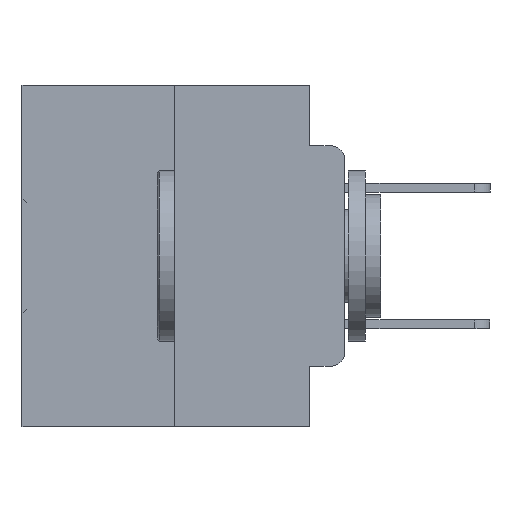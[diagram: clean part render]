
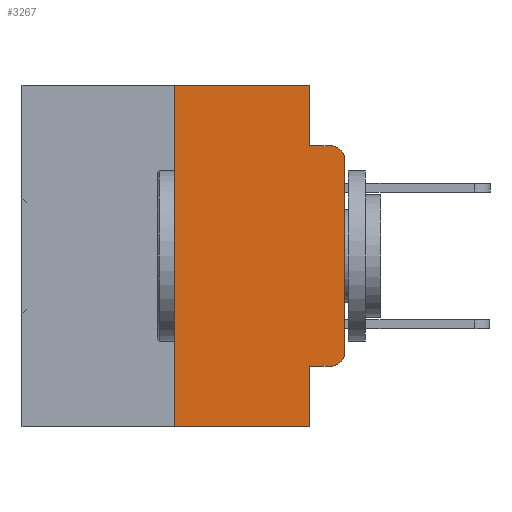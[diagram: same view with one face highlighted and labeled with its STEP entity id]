
A CAD part, left-side view. The second image highlights one B-rep face of the part: STEP entity #3267.
In plain terms, the highlighted planar face has unit normal (-1, 0, 0).
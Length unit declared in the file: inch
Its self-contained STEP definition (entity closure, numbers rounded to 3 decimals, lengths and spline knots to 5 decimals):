
#775 = DIRECTION ( 'NONE',  ( -1., 0., 0. ) ) ;
#1052 = CIRCLE ( 'NONE', #26598, 0.02 ) ;
#2300 = DIRECTION ( 'NONE',  ( 0., -1., 0. ) ) ;
#2475 = VECTOR ( 'NONE', #27380, 39.37008 ) ;
#2726 = CARTESIAN_POINT ( 'NONE',  ( 0., 0.051, 0. ) ) ;
#3244 = VERTEX_POINT ( 'NONE', #2726 ) ;
#3267 = ADVANCED_FACE ( 'NONE', ( #13995 ), #29103, .F. ) ;
#3650 = LINE ( 'NONE', #18485, #16847 ) ;
#3801 = VERTEX_POINT ( 'NONE', #15308 ) ;
#4199 = CARTESIAN_POINT ( 'NONE',  ( 0., 0.25, 0. ) ) ;
#4460 = DIRECTION ( 'NONE',  ( 1., 0., 0. ) ) ;
#4719 = LINE ( 'NONE', #22233, #31916 ) ;
#4851 = LINE ( 'NONE', #26999, #32058 ) ;
#5617 = CARTESIAN_POINT ( 'NONE',  ( 0., 0.473, 0. ) ) ;
#5894 = VECTOR ( 'NONE', #17140, 39.37008 ) ;
#6259 = EDGE_CURVE ( 'NONE', #3244, #22527, #4719, .T. ) ;
#6567 = AXIS2_PLACEMENT_3D ( 'NONE', #5617, #4460, #31174 ) ;
#6810 = ORIENTED_EDGE ( 'NONE', *, *, #24391, .F. ) ;
#6865 = CARTESIAN_POINT ( 'NONE',  ( 0., 0.25, 0. ) ) ;
#6883 = ORIENTED_EDGE ( 'NONE', *, *, #11571, .F. ) ;
#8929 = CARTESIAN_POINT ( 'NONE',  ( 0., 0.051, -0.0885 ) ) ;
#9253 = DIRECTION ( 'NONE',  ( -1., 0., 0. ) ) ;
#9685 = ORIENTED_EDGE ( 'NONE', *, *, #28780, .T. ) ;
#11175 = DIRECTION ( 'NONE',  ( 0., -1., 0. ) ) ;
#11240 = ORIENTED_EDGE ( 'NONE', *, *, #12672, .T. ) ;
#11571 = EDGE_CURVE ( 'NONE', #22527, #28892, #23572, .T. ) ;
#12166 = ORIENTED_EDGE ( 'NONE', *, *, #6259, .F. ) ;
#12366 = LINE ( 'NONE', #18078, #26402 ) ;
#12672 = EDGE_CURVE ( 'NONE', #29319, #26825, #3650, .T. ) ;
#12876 = CARTESIAN_POINT ( 'NONE',  ( 0., 0.473, -0.5 ) ) ;
#12941 = ORIENTED_EDGE ( 'NONE', *, *, #26373, .F. ) ;
#13123 = LINE ( 'NONE', #12876, #26351 ) ;
#13458 = EDGE_LOOP ( 'NONE', ( #11240, #13651, #6883, #12166, #6810, #12941, #19106, #22864, #15014, #9685 ) ) ;
#13651 = ORIENTED_EDGE ( 'NONE', *, *, #20420, .T. ) ;
#13941 = CIRCLE ( 'NONE', #22671, 0.02 ) ;
#13972 = EDGE_CURVE ( 'NONE', #18075, #20085, #4851, .T. ) ;
#13995 = FACE_OUTER_BOUND ( 'NONE', #13458, .T. ) ;
#15014 = ORIENTED_EDGE ( 'NONE', *, *, #13972, .T. ) ;
#15091 = VECTOR ( 'NONE', #25314, 39.37008 ) ;
#15308 = CARTESIAN_POINT ( 'NONE',  ( 0., 0.051, -0.5 ) ) ;
#15518 = DIRECTION ( 'NONE',  ( 0., -1., 0. ) ) ;
#16569 = CARTESIAN_POINT ( 'NONE',  ( 0., 0.02, -0.1085 ) ) ;
#16847 = VECTOR ( 'NONE', #21194, 39.37008 ) ;
#17000 = VERTEX_POINT ( 'NONE', #4199 ) ;
#17140 = DIRECTION ( 'NONE',  ( 0., 0., -1. ) ) ;
#17506 = EDGE_CURVE ( 'NONE', #18075, #3801, #26966, .T. ) ;
#18075 = VERTEX_POINT ( 'NONE', #27281 ) ;
#18078 = CARTESIAN_POINT ( 'NONE',  ( 0., 0.473, 0. ) ) ;
#18485 = CARTESIAN_POINT ( 'NONE',  ( 0., 0., 0. ) ) ;
#19106 = ORIENTED_EDGE ( 'NONE', *, *, #32850, .T. ) ;
#19259 = DIRECTION ( 'NONE',  ( 0., 0., -1. ) ) ;
#20085 = VERTEX_POINT ( 'NONE', #20236 ) ;
#20236 = CARTESIAN_POINT ( 'NONE',  ( 0., 0.02, -0.4115 ) ) ;
#20420 = EDGE_CURVE ( 'NONE', #26825, #28892, #13941, .T. ) ;
#21194 = DIRECTION ( 'NONE',  ( 0., 0., 1. ) ) ;
#22057 = CARTESIAN_POINT ( 'NONE',  ( 0., 0., -0.1085 ) ) ;
#22233 = CARTESIAN_POINT ( 'NONE',  ( 0., 0.051, 0. ) ) ;
#22527 = VERTEX_POINT ( 'NONE', #32914 ) ;
#22671 = AXIS2_PLACEMENT_3D ( 'NONE', #16569, #775, #19259 ) ;
#22757 = VERTEX_POINT ( 'NONE', #29116 ) ;
#22864 = ORIENTED_EDGE ( 'NONE', *, *, #17506, .F. ) ;
#22974 = LINE ( 'NONE', #6865, #15091 ) ;
#23572 = LINE ( 'NONE', #8929, #2475 ) ;
#24391 = EDGE_CURVE ( 'NONE', #17000, #3244, #12366, .T. ) ;
#25056 = CARTESIAN_POINT ( 'NONE',  ( 0., 0.02, -0.3915 ) ) ;
#25314 = DIRECTION ( 'NONE',  ( 0., 0., 1. ) ) ;
#25502 = CARTESIAN_POINT ( 'NONE',  ( 0., 0.02, -0.0885 ) ) ;
#26351 = VECTOR ( 'NONE', #15518, 39.37008 ) ;
#26373 = EDGE_CURVE ( 'NONE', #22757, #17000, #22974, .T. ) ;
#26402 = VECTOR ( 'NONE', #2300, 39.37008 ) ;
#26598 = AXIS2_PLACEMENT_3D ( 'NONE', #25056, #9253, #27687 ) ;
#26825 = VERTEX_POINT ( 'NONE', #22057 ) ;
#26966 = LINE ( 'NONE', #32916, #5894 ) ;
#26999 = CARTESIAN_POINT ( 'NONE',  ( 0., 0.051, -0.4115 ) ) ;
#27281 = CARTESIAN_POINT ( 'NONE',  ( 0., 0.051, -0.4115 ) ) ;
#27380 = DIRECTION ( 'NONE',  ( 0., -1., 0. ) ) ;
#27536 = DIRECTION ( 'NONE',  ( 0., 0., -1. ) ) ;
#27687 = DIRECTION ( 'NONE',  ( 0., 0., -1. ) ) ;
#27828 = CARTESIAN_POINT ( 'NONE',  ( 0., 0., -0.3915 ) ) ;
#28780 = EDGE_CURVE ( 'NONE', #20085, #29319, #1052, .T. ) ;
#28892 = VERTEX_POINT ( 'NONE', #25502 ) ;
#29103 = PLANE ( 'NONE',  #6567 ) ;
#29116 = CARTESIAN_POINT ( 'NONE',  ( 0., 0.25, -0.5 ) ) ;
#29319 = VERTEX_POINT ( 'NONE', #27828 ) ;
#31174 = DIRECTION ( 'NONE',  ( 0., 0., -1. ) ) ;
#31916 = VECTOR ( 'NONE', #27536, 39.37008 ) ;
#32058 = VECTOR ( 'NONE', #11175, 39.37008 ) ;
#32850 = EDGE_CURVE ( 'NONE', #22757, #3801, #13123, .T. ) ;
#32914 = CARTESIAN_POINT ( 'NONE',  ( 0., 0.051, -0.0885 ) ) ;
#32916 = CARTESIAN_POINT ( 'NONE',  ( 0., 0.051, 0. ) ) ;
